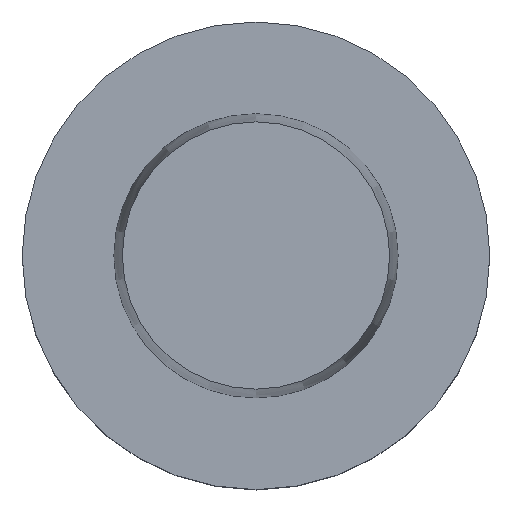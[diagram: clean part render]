
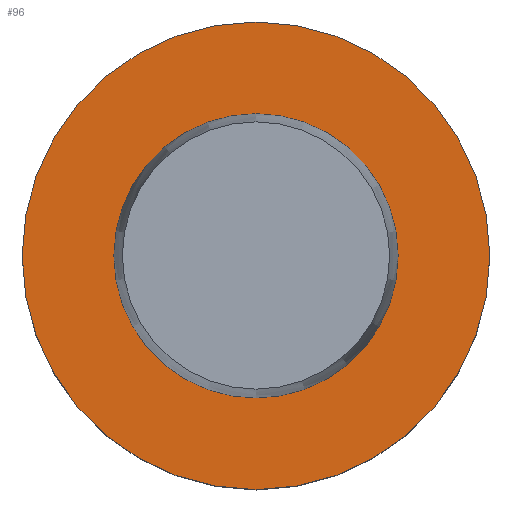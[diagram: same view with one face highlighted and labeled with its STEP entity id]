
A CAD part, top view. The second image highlights one B-rep face of the part: STEP entity #96.
In plain terms, the highlighted planar face has unit normal (0, 0, 1).
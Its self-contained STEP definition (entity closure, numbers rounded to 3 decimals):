
#96=ADVANCED_FACE('240[2]',(#229,#230),#231,.T.);
#114=EDGE_CURVE('240[2]',#257,#257,#258,.T.);
#130=EDGE_CURVE('240[2]',#282,#282,#283,.T.);
#229=FACE_OUTER_BOUND('',#532,.T.);
#230=FACE_BOUND('',#533,.T.);
#231=PLANE('',#534);
#257=VERTEX_POINT('',#566);
#258=CIRCLE('',#567,31.5);
#282=VERTEX_POINT('',#597);
#283=CIRCLE('',#598,19.15);
#532=EDGE_LOOP('',(#709));
#533=EDGE_LOOP('',(#710));
#534=AXIS2_PLACEMENT_3D('',#711,#712,#713);
#566=CARTESIAN_POINT('',(0.,31.5,0.));
#567=AXIS2_PLACEMENT_3D('',#740,#741,#742);
#597=CARTESIAN_POINT('',(0.,19.15,0.));
#598=AXIS2_PLACEMENT_3D('',#769,#770,#771);
#709=ORIENTED_EDGE('',*,*,#114,.F.);
#710=ORIENTED_EDGE('',*,*,#130,.T.);
#711=CARTESIAN_POINT('',(0.,25.325,0.));
#712=DIRECTION('',(0.,0.,1.0));
#713=DIRECTION('',(1.0,0.,0.0));
#740=CARTESIAN_POINT('',(0.0,0.0,0.0));
#741=DIRECTION('',(0.,0.,-1.0));
#742=DIRECTION('',(0.,1.0,0.));
#769=CARTESIAN_POINT('',(0.0,0.0,0.0));
#770=DIRECTION('',(0.,0.,-1.0));
#771=DIRECTION('',(0.,1.0,0.));
